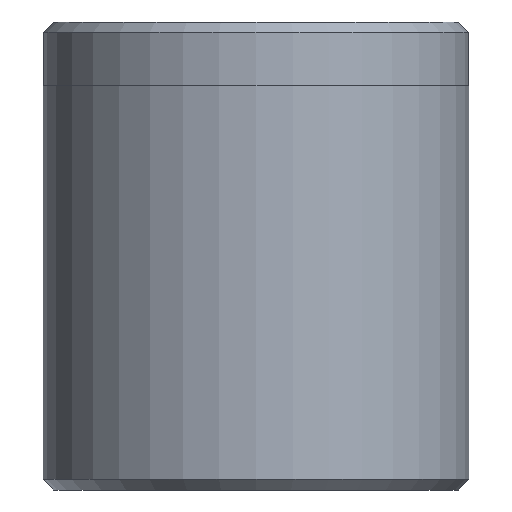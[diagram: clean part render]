
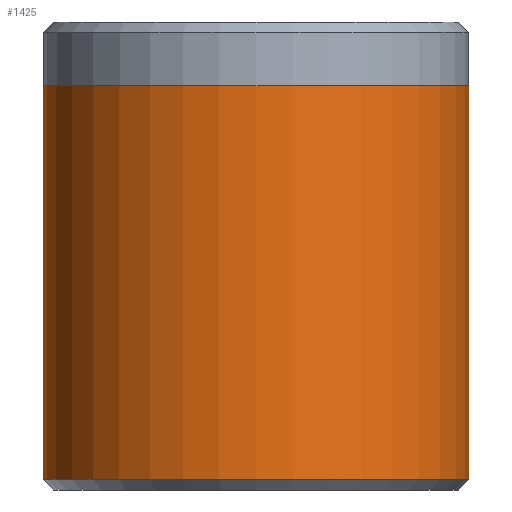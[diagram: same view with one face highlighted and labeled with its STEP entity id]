
A CAD part, front view. The second image highlights one B-rep face of the part: STEP entity #1425.
In plain terms, the highlighted cylindrical face has radius 10 mm (diameter 20 mm), a partial arc.
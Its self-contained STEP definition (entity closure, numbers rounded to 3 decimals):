
#70 = CARTESIAN_POINT ( 'NONE',  ( 10., 0., 22. ) ) ;
#114 = AXIS2_PLACEMENT_3D ( 'NONE', #1260, #302, #1412 ) ;
#126 = CYLINDRICAL_SURFACE ( 'NONE', #867, 10. ) ;
#152 = CARTESIAN_POINT ( 'NONE',  ( 10., 0., 0.5 ) ) ;
#153 = AXIS2_PLACEMENT_3D ( 'NONE', #1591, #642, #1758 ) ;
#284 = CARTESIAN_POINT ( 'NONE',  ( -10., 0., 22. ) ) ;
#302 = DIRECTION ( 'NONE',  ( 0., 0., 1. ) ) ;
#336 = VECTOR ( 'NONE', #1896, 1000. ) ;
#454 = VECTOR ( 'NONE', #1337, 1000. ) ;
#466 = CARTESIAN_POINT ( 'NONE',  ( 0., 0., 22. ) ) ;
#584 = CARTESIAN_POINT ( 'NONE',  ( -10., 0., 19. ) ) ;
#615 = CIRCLE ( 'NONE', #153, 10. ) ;
#642 = DIRECTION ( 'NONE',  ( 0., 0., 1. ) ) ;
#867 = AXIS2_PLACEMENT_3D ( 'NONE', #466, #936, #1110 ) ;
#896 = VERTEX_POINT ( 'NONE', #584 ) ;
#924 = LINE ( 'NONE', #70, #454 ) ;
#936 = DIRECTION ( 'NONE',  ( 0., 0., -1. ) ) ;
#939 = VERTEX_POINT ( 'NONE', #1085 ) ;
#953 = ORIENTED_EDGE ( 'NONE', *, *, #981, .T. ) ;
#981 = EDGE_CURVE ( 'NONE', #896, #939, #1609, .T. ) ;
#1032 = FACE_OUTER_BOUND ( 'NONE', #1858, .T. ) ;
#1085 = CARTESIAN_POINT ( 'NONE',  ( -10., 0., 0.5 ) ) ;
#1097 = EDGE_CURVE ( 'NONE', #896, #1394, #615, .T. ) ;
#1110 = DIRECTION ( 'NONE',  ( -1., 0., 0. ) ) ;
#1260 = CARTESIAN_POINT ( 'NONE',  ( 0., 0., 0.5 ) ) ;
#1337 = DIRECTION ( 'NONE',  ( 0., 0., -1. ) ) ;
#1381 = ORIENTED_EDGE ( 'NONE', *, *, #1097, .F. ) ;
#1388 = CIRCLE ( 'NONE', #114, 10. ) ;
#1394 = VERTEX_POINT ( 'NONE', #1407 ) ;
#1404 = EDGE_CURVE ( 'NONE', #939, #1769, #1388, .T. ) ;
#1407 = CARTESIAN_POINT ( 'NONE',  ( 10., 0., 19. ) ) ;
#1412 = DIRECTION ( 'NONE',  ( 1., 0., 0. ) ) ;
#1425 = ADVANCED_FACE ( 'NONE', ( #1032 ), #126, .T. ) ;
#1591 = CARTESIAN_POINT ( 'NONE',  ( 0., 0., 19. ) ) ;
#1609 = LINE ( 'NONE', #284, #336 ) ;
#1753 = ORIENTED_EDGE ( 'NONE', *, *, #1404, .T. ) ;
#1758 = DIRECTION ( 'NONE',  ( 1., 0., 0. ) ) ;
#1769 = VERTEX_POINT ( 'NONE', #152 ) ;
#1816 = ORIENTED_EDGE ( 'NONE', *, *, #1977, .F. ) ;
#1858 = EDGE_LOOP ( 'NONE', ( #1816, #1381, #953, #1753 ) ) ;
#1896 = DIRECTION ( 'NONE',  ( 0., 0., -1. ) ) ;
#1977 = EDGE_CURVE ( 'NONE', #1394, #1769, #924, .T. ) ;
